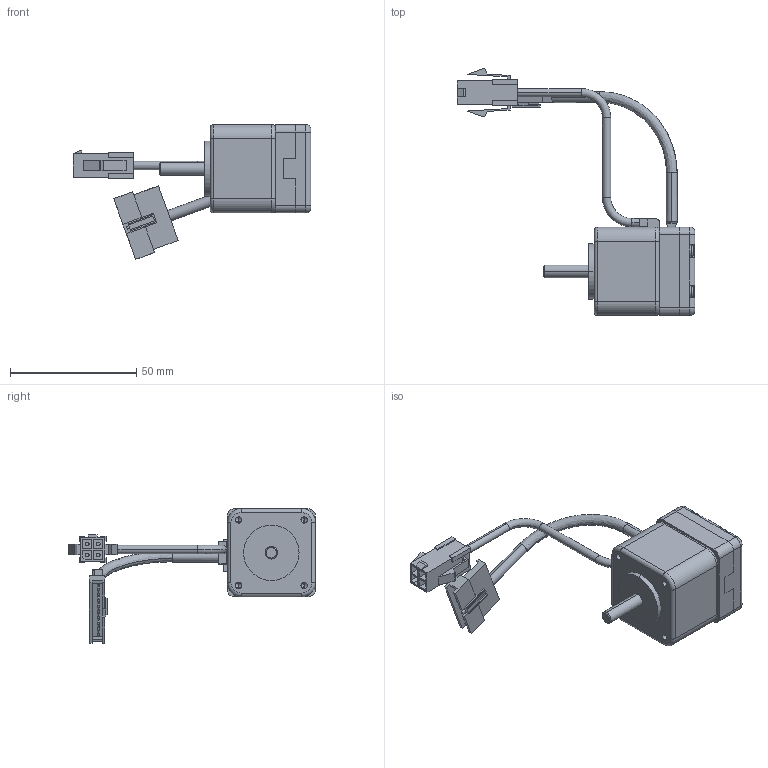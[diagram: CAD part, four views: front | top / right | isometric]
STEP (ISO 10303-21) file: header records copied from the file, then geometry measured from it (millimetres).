
FILE_DESCRIPTION (( 'STEP AP203' ), '1' );
FILE_NAME ('P11-MO-035-02-R00.STEP', '2015-04-13T07:41:58', ( '' ), ( '' ), 'SwSTEP 2.0', 'SolidWorks 2013', '' );
FILE_SCHEMA (( 'CONFIG_CONTROL_DESIGN' ));
Length unit declared in the file: millimetre
Products named in the file (7): pan cross head_ks_KS 1023 PC- M2.6 x 12-N; Power_Cable_2_ル遽; Encoder_cable_ル遽; P11-MO-035-02-R00; M11-MO-035-02-R00(EzM-35M-01); 35mm ENCODER BASE 140117_ル遽; 35mm ENCODER COVER 140117_ル遽
Assembly tree (9 placements, depth 2):
  P11-MO-035-02-R00
    M11-MO-035-02-R00(EzM-35M-01)
    35mm ENCODER BASE 140117_ル遽
    35mm ENCODER COVER 140117_ル遽
    pan cross head_ks_KS 1023 PC- M2.6 x 12-N  x4
    Power_Cable_2_ル遽
    Encoder_cable_ル遽
Bounding box: 94.28 x 97.91 x 53.43 mm (x, y, z)
Volume: 43939.6 mm3; surface area: 22614.5 mm2
Topology: 9 solids, 9 shells, 641 faces, 1626 edges, 1013 vertices
Faces by surface type: plane 325, cylinder 163, cone 109, torus 32, sphere 8, bspline 4
Entity records: 17100 total; most frequent: CARTESIAN_POINT 3001, DIRECTION 2871, ORIENTED_EDGE 2704, EDGE_CURVE 1352, AXIS2_PLACEMENT_3D 998, VECTOR 875, LINE 875, VERTEX_POINT 860
